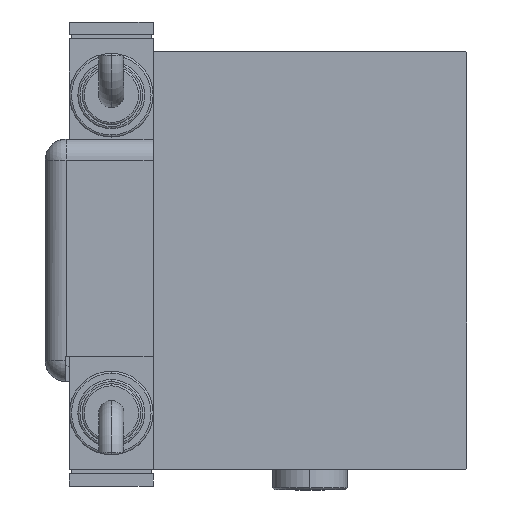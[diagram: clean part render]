
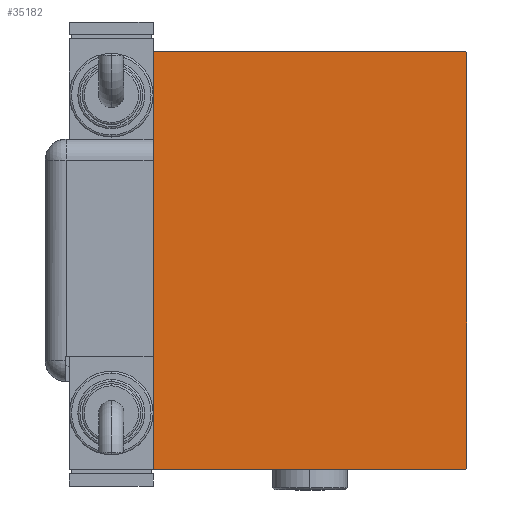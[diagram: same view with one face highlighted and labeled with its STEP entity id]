
A CAD part, left-side view. The second image highlights one B-rep face of the part: STEP entity #35182.
In plain terms, the highlighted face is planar.
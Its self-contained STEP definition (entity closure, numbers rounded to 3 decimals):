
#228 = EDGE_CURVE ( 'NONE', #44767, #28914, #48196, .T. ) ;
#743 = CARTESIAN_POINT ( 'NONE',  ( 193., 37.5, 49.7 ) ) ;
#979 = LINE ( 'NONE', #23157, #52618 ) ;
#1069 = CARTESIAN_POINT ( 'NONE',  ( 193., -37.2, 50. ) ) ;
#1507 = DIRECTION ( 'NONE',  ( 0., 0.707, 0.707 ) ) ;
#1516 = CARTESIAN_POINT ( 'NONE',  ( 193., -37.5, -49.7 ) ) ;
#1942 = ORIENTED_EDGE ( 'NONE', *, *, #26891, .T. ) ;
#4180 = VECTOR ( 'NONE', #1507, 1000. ) ;
#5308 = VERTEX_POINT ( 'NONE', #1069 ) ;
#7221 = CARTESIAN_POINT ( 'NONE',  ( 193., 37.5, -50. ) ) ;
#9491 = DIRECTION ( 'NONE',  ( 0., -1., 0. ) ) ;
#9663 = ORIENTED_EDGE ( 'NONE', *, *, #17739, .T. ) ;
#11947 = ORIENTED_EDGE ( 'NONE', *, *, #16972, .T. ) ;
#12841 = VERTEX_POINT ( 'NONE', #29809 ) ;
#14054 = ORIENTED_EDGE ( 'NONE', *, *, #32201, .T. ) ;
#14667 = FACE_OUTER_BOUND ( 'NONE', #18163, .T. ) ;
#15103 = ORIENTED_EDGE ( 'NONE', *, *, #37174, .T. ) ;
#16972 = EDGE_CURVE ( 'NONE', #28914, #27245, #979, .T. ) ;
#17739 = EDGE_CURVE ( 'NONE', #27245, #5308, #51958, .T. ) ;
#18163 = EDGE_LOOP ( 'NONE', ( #14054, #51991, #24576, #11947, #9663, #15103, #1942, #39287 ) ) ;
#19499 = DIRECTION ( 'NONE',  ( 0., -0.707, 0.707 ) ) ;
#19640 = VERTEX_POINT ( 'NONE', #48589 ) ;
#20162 = CARTESIAN_POINT ( 'NONE',  ( 193., 37.5, -49.7 ) ) ;
#20661 = VECTOR ( 'NONE', #49085, 1000. ) ;
#20970 = CARTESIAN_POINT ( 'NONE',  ( 193., -43.6, -43.6 ) ) ;
#21228 = VECTOR ( 'NONE', #56782, 1000. ) ;
#21978 = EDGE_CURVE ( 'NONE', #19640, #44767, #24589, .T. ) ;
#22663 = VECTOR ( 'NONE', #9491, 1000. ) ;
#23157 = CARTESIAN_POINT ( 'NONE',  ( 193., 43.6, 43.6 ) ) ;
#23450 = CARTESIAN_POINT ( 'NONE',  ( 193., 37.5, 50. ) ) ;
#24004 = DIRECTION ( 'NONE',  ( 0., -0.707, -0.707 ) ) ;
#24057 = DIRECTION ( 'NONE',  ( 1., 0., 0. ) ) ;
#24576 = ORIENTED_EDGE ( 'NONE', *, *, #228, .T. ) ;
#24589 = LINE ( 'NONE', #43088, #4180 ) ;
#26891 = EDGE_CURVE ( 'NONE', #27847, #56474, #27450, .T. ) ;
#27245 = VERTEX_POINT ( 'NONE', #51614 ) ;
#27450 = LINE ( 'NONE', #28347, #57719 ) ;
#27840 = VECTOR ( 'NONE', #29529, 1000. ) ;
#27847 = VERTEX_POINT ( 'NONE', #47522 ) ;
#28347 = CARTESIAN_POINT ( 'NONE',  ( 193., -37.5, 50. ) ) ;
#28619 = CARTESIAN_POINT ( 'NONE',  ( 193., 0., 0. ) ) ;
#28914 = VERTEX_POINT ( 'NONE', #743 ) ;
#29529 = DIRECTION ( 'NONE',  ( 0., 1., 0. ) ) ;
#29809 = CARTESIAN_POINT ( 'NONE',  ( 193., -37.2, -50. ) ) ;
#32201 = EDGE_CURVE ( 'NONE', #12841, #19640, #34974, .T. ) ;
#34974 = LINE ( 'NONE', #43465, #27840 ) ;
#35182 = ADVANCED_FACE ( 'NONE', ( #14667 ), #51651, .T. ) ;
#35637 = VECTOR ( 'NONE', #24004, 1000. ) ;
#37174 = EDGE_CURVE ( 'NONE', #5308, #27847, #52194, .T. ) ;
#39287 = ORIENTED_EDGE ( 'NONE', *, *, #49234, .T. ) ;
#40444 = AXIS2_PLACEMENT_3D ( 'NONE', #28619, #24057, #42562 ) ;
#42562 = DIRECTION ( 'NONE',  ( 0., 0., -1. ) ) ;
#43088 = CARTESIAN_POINT ( 'NONE',  ( 193., 43.6, -43.6 ) ) ;
#43465 = CARTESIAN_POINT ( 'NONE',  ( 193., -37.5, -50. ) ) ;
#44767 = VERTEX_POINT ( 'NONE', #20162 ) ;
#46837 = DIRECTION ( 'NONE',  ( 0., 0., -1. ) ) ;
#47522 = CARTESIAN_POINT ( 'NONE',  ( 193., -37.5, 49.7 ) ) ;
#48196 = LINE ( 'NONE', #7221, #20661 ) ;
#48589 = CARTESIAN_POINT ( 'NONE',  ( 193., 37.2, -50. ) ) ;
#49085 = DIRECTION ( 'NONE',  ( 0., 0., 1. ) ) ;
#49234 = EDGE_CURVE ( 'NONE', #56474, #12841, #57078, .T. ) ;
#51614 = CARTESIAN_POINT ( 'NONE',  ( 193., 37.2, 50. ) ) ;
#51651 = PLANE ( 'NONE',  #40444 ) ;
#51958 = LINE ( 'NONE', #23450, #22663 ) ;
#51991 = ORIENTED_EDGE ( 'NONE', *, *, #21978, .T. ) ;
#52194 = LINE ( 'NONE', #56751, #35637 ) ;
#52618 = VECTOR ( 'NONE', #19499, 1000. ) ;
#56474 = VERTEX_POINT ( 'NONE', #1516 ) ;
#56751 = CARTESIAN_POINT ( 'NONE',  ( 193., -43.6, 43.6 ) ) ;
#56782 = DIRECTION ( 'NONE',  ( 0., 0.707, -0.707 ) ) ;
#57078 = LINE ( 'NONE', #20970, #21228 ) ;
#57719 = VECTOR ( 'NONE', #46837, 1000. ) ;
